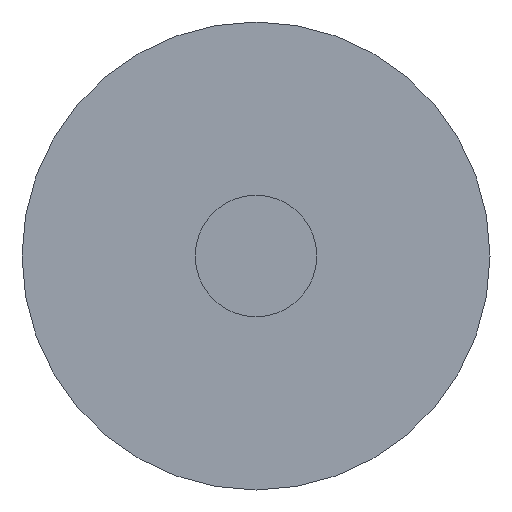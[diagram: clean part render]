
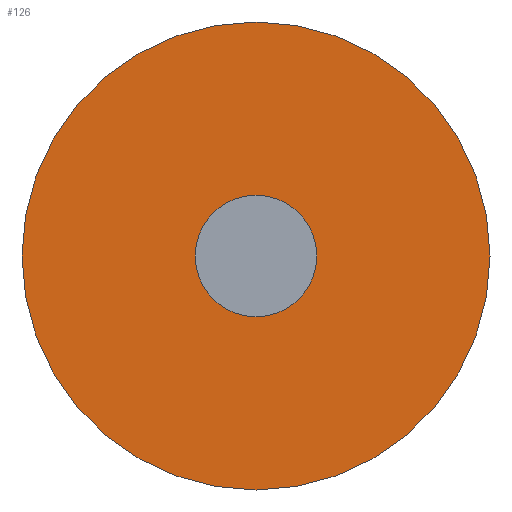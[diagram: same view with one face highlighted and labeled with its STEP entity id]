
A CAD part, front view. The second image highlights one B-rep face of the part: STEP entity #126.
In plain terms, the highlighted planar face has unit normal (0, -1, 0).
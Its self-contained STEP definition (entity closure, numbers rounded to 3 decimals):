
#1=CARTESIAN_POINT('',(0.,0.,0.));
#2=DIRECTION('',(0.,1.,0.));
#3=DIRECTION('',(1.,0.,0.));
#4=AXIS2_PLACEMENT_3D('',#1,#2,#3);
#6=CARTESIAN_POINT('',(0.,0.,0.));
#7=DIRECTION('',(0.,1.,0.));
#8=DIRECTION('',(-1.,0.,0.));
#9=AXIS2_PLACEMENT_3D('',#6,#7,#8);
#11=CARTESIAN_POINT('',(0.,0.,0.));
#12=DIRECTION('',(0.,-1.,0.));
#13=DIRECTION('',(0.,0.,-1.));
#14=AXIS2_PLACEMENT_3D('',#11,#12,#13);
#16=CARTESIAN_POINT('',(0.,0.,0.));
#17=DIRECTION('',(0.,-1.,0.));
#18=DIRECTION('',(0.,0.,1.));
#19=AXIS2_PLACEMENT_3D('',#16,#17,#18);
#85=CARTESIAN_POINT('',(6.35,0.,0.));
#86=CARTESIAN_POINT('',(-6.35,0.,0.));
#87=VERTEX_POINT('',#85);
#88=VERTEX_POINT('',#86);
#105=CARTESIAN_POINT('',(0.,0.,-1.65));
#106=CARTESIAN_POINT('',(0.,0.,1.65));
#107=VERTEX_POINT('',#105);
#108=VERTEX_POINT('',#106);
#109=CARTESIAN_POINT('',(0.,0.,0.));
#110=DIRECTION('',(0.,1.,0.));
#111=DIRECTION('',(1.,0.,0.));
#112=AXIS2_PLACEMENT_3D('',#109,#110,#111);
#113=PLANE('',#112);
#115=ORIENTED_EDGE('',*,*,#114,.T.);
#117=ORIENTED_EDGE('',*,*,#116,.T.);
#118=EDGE_LOOP('',(#115,#117));
#119=FACE_OUTER_BOUND('',#118,.F.);
#121=ORIENTED_EDGE('',*,*,#120,.T.);
#123=ORIENTED_EDGE('',*,*,#122,.T.);
#124=EDGE_LOOP('',(#121,#123));
#125=FACE_BOUND('',#124,.F.);
#126=ADVANCED_FACE('',(#119,#125),#113,.F.);
#5=CIRCLE('',#4,6.35);
#10=CIRCLE('',#9,6.35);
#15=CIRCLE('',#14,1.65);
#20=CIRCLE('',#19,1.65);
#114=EDGE_CURVE('',#87,#88,#5,.T.);
#116=EDGE_CURVE('',#88,#87,#10,.T.);
#120=EDGE_CURVE('',#107,#108,#15,.T.);
#122=EDGE_CURVE('',#108,#107,#20,.T.);
